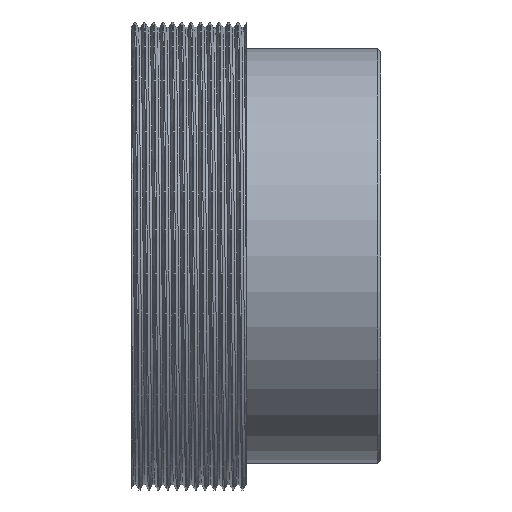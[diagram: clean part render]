
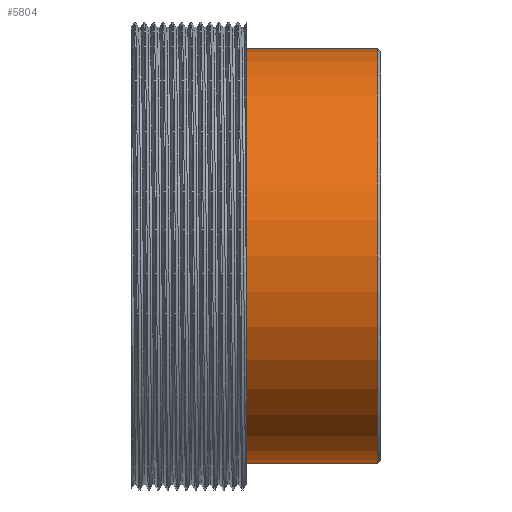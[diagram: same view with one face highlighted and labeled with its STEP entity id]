
A CAD part, front view. The second image highlights one B-rep face of the part: STEP entity #5804.
In plain terms, the highlighted cylindrical face has radius 33.25 mm (diameter 66.5 mm), a partial arc.
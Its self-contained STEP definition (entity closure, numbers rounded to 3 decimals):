
#33 = EDGE_CURVE ( 'NONE', #5902, #2716, #7400, .T. ) ;
#295 = CARTESIAN_POINT ( 'NONE',  ( 11., 0., -33.25 ) ) ;
#642 = DIRECTION ( 'NONE',  ( -1., 0., 0. ) ) ;
#1003 = VECTOR ( 'NONE', #642, 1000. ) ;
#1040 = DIRECTION ( 'NONE',  ( -1., 0., 0. ) ) ;
#1199 = VERTEX_POINT ( 'NONE', #6445 ) ;
#1552 = LINE ( 'NONE', #3853, #2204 ) ;
#1606 = AXIS2_PLACEMENT_3D ( 'NONE', #2374, #3086, #2452 ) ;
#1973 = EDGE_CURVE ( 'NONE', #5902, #4532, #1552, .T. ) ;
#2113 = DIRECTION ( 'NONE',  ( -1., 0., 0. ) ) ;
#2204 = VECTOR ( 'NONE', #6162, 1000. ) ;
#2374 = CARTESIAN_POINT ( 'NONE',  ( 11., 0., 0. ) ) ;
#2452 = DIRECTION ( 'NONE',  ( 0., 0., 1. ) ) ;
#2529 = CARTESIAN_POINT ( 'NONE',  ( -36.703, 0., 33.25 ) ) ;
#2716 = VERTEX_POINT ( 'NONE', #5073 ) ;
#3086 = DIRECTION ( 'NONE',  ( -1., 0., 0. ) ) ;
#3185 = AXIS2_PLACEMENT_3D ( 'NONE', #5647, #1040, #4004 ) ;
#3278 = CYLINDRICAL_SURFACE ( 'NONE', #6898, 33.25 ) ;
#3613 = LINE ( 'NONE', #2529, #1003 ) ;
#3853 = CARTESIAN_POINT ( 'NONE',  ( -36.703, 0., -33.25 ) ) ;
#4004 = DIRECTION ( 'NONE',  ( 0., 0., -1. ) ) ;
#4216 = ORIENTED_EDGE ( 'NONE', *, *, #5431, .F. ) ;
#4405 = DIRECTION ( 'NONE',  ( 0., 0., 1. ) ) ;
#4532 = VERTEX_POINT ( 'NONE', #295 ) ;
#4851 = CIRCLE ( 'NONE', #1606, 33.25 ) ;
#4959 = ORIENTED_EDGE ( 'NONE', *, *, #1973, .F. ) ;
#5073 = CARTESIAN_POINT ( 'NONE',  ( 32., 0., 33.25 ) ) ;
#5431 = EDGE_CURVE ( 'NONE', #4532, #1199, #4851, .T. ) ;
#5526 = EDGE_CURVE ( 'NONE', #2716, #1199, #3613, .T. ) ;
#5544 = FACE_OUTER_BOUND ( 'NONE', #5631, .T. ) ;
#5631 = EDGE_LOOP ( 'NONE', ( #4959, #6320, #6785, #4216 ) ) ;
#5647 = CARTESIAN_POINT ( 'NONE',  ( 32., 0., 0. ) ) ;
#5804 = ADVANCED_FACE ( 'NONE', ( #5544 ), #3278, .T. ) ;
#5902 = VERTEX_POINT ( 'NONE', #6787 ) ;
#6162 = DIRECTION ( 'NONE',  ( -1., 0., 0. ) ) ;
#6320 = ORIENTED_EDGE ( 'NONE', *, *, #33, .T. ) ;
#6445 = CARTESIAN_POINT ( 'NONE',  ( 11., 0., 33.25 ) ) ;
#6668 = CARTESIAN_POINT ( 'NONE',  ( -36.703, 0., 0. ) ) ;
#6785 = ORIENTED_EDGE ( 'NONE', *, *, #5526, .T. ) ;
#6787 = CARTESIAN_POINT ( 'NONE',  ( 32., 0., -33.25 ) ) ;
#6898 = AXIS2_PLACEMENT_3D ( 'NONE', #6668, #2113, #4405 ) ;
#7400 = CIRCLE ( 'NONE', #3185, 33.25 ) ;
